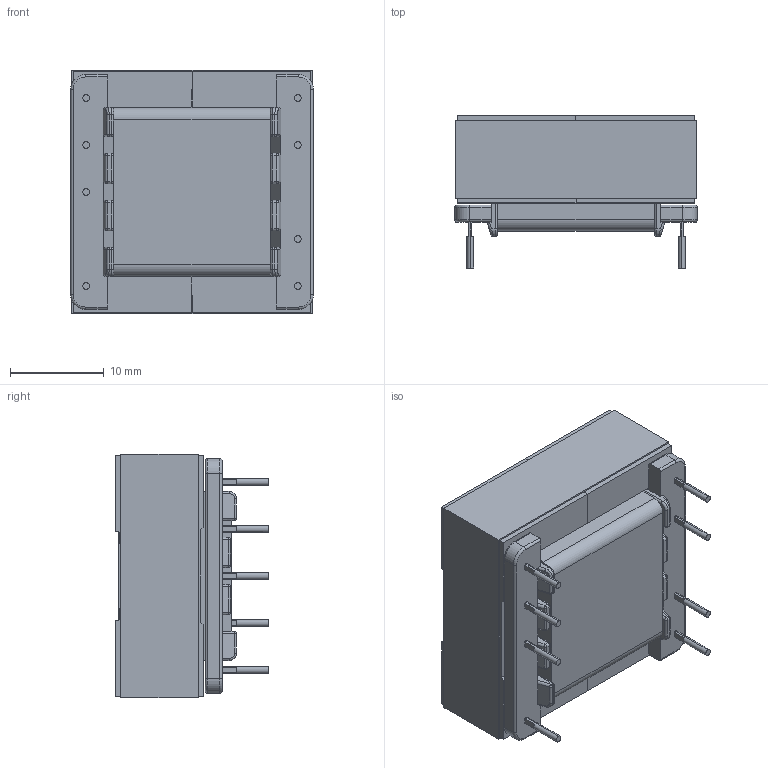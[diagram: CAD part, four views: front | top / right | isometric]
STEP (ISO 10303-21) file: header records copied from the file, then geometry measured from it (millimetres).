
FILE_DESCRIPTION (( 'STEP AP214' ), '1' );
FILE_NAME ('EFD25_2710_MP2-8.STEP', '2021-07-06T18:50:58', ( '' ), ( '' ), 'SwSTEP 2.0', 'SolidWorks 2017', '' );
FILE_SCHEMA (( 'AUTOMOTIVE_DESIGN' ));
Length unit declared in the file: millimetre
Products named in the file (5): 440-9991-2104; 150-2104_6B; 070-2710_6T; EFD25_2710_MP2-8; 070-2710_coil
Assembly tree (5 placements, depth 2):
  EFD25_2710_MP2-8
    070-2710_6T
    070-2710_coil
    150-2104_6B  x2
    440-9991-2104
Bounding box: 25.82 x 16.22 x 25.97 mm (x, y, z)
Volume: 7053.9 mm3; surface area: 8750.4 mm2
Topology: 5 solids, 5 shells, 366 faces, 916 edges, 544 vertices
Faces by surface type: plane 203, cylinder 116, sphere 24, torus 19, bspline 4
Entity records: 10811 total; most frequent: CARTESIAN_POINT 1862, DIRECTION 1711, ORIENTED_EDGE 1644, EDGE_CURVE 822, AXIS2_PLACEMENT_3D 587, LINE 537, VECTOR 537, VERTEX_POINT 498
